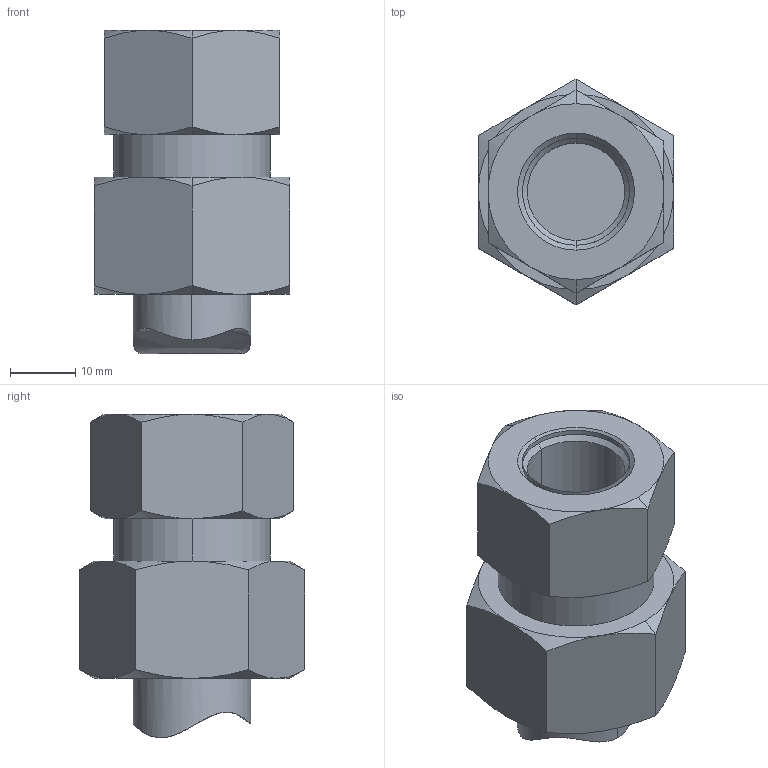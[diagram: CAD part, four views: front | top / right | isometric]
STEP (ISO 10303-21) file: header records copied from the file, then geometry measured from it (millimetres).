
FILE_DESCRIPTION(('STEP AP214'),'1');
FILE_NAME('0114_18_17.stp','2016-07-07T14:13:36',('TraceParts'),('TraceParts S.A.'),'Spatial InterOp 3D',' ',' ');
FILE_SCHEMA(('automotive_design'));
Length unit declared in the file: millimetre
Products named in the file (2): 0114-18-17_ASM|Next assembly relationship#0114-18-17U;0114-18-17U
Bounding box: 30 x 34.64 x 49.62 mm (x, y, z)
Volume: 24928.4 mm3; surface area: 8979.2 mm2
Topology: 1 solids, 4 shells, 117 faces, 270 edges, 168 vertices
Faces by surface type: cone 44, plane 41, cylinder 25, torus 6, extrusion 1
Entity records: 3649 total; most frequent: CARTESIAN_POINT 977, DIRECTION 567, ORIENTED_EDGE 531, EDGE_CURVE 270, AXIS2_PLACEMENT_3D 228, VERTEX_POINT 168, EDGE_LOOP 128, ADVANCED_FACE 115
